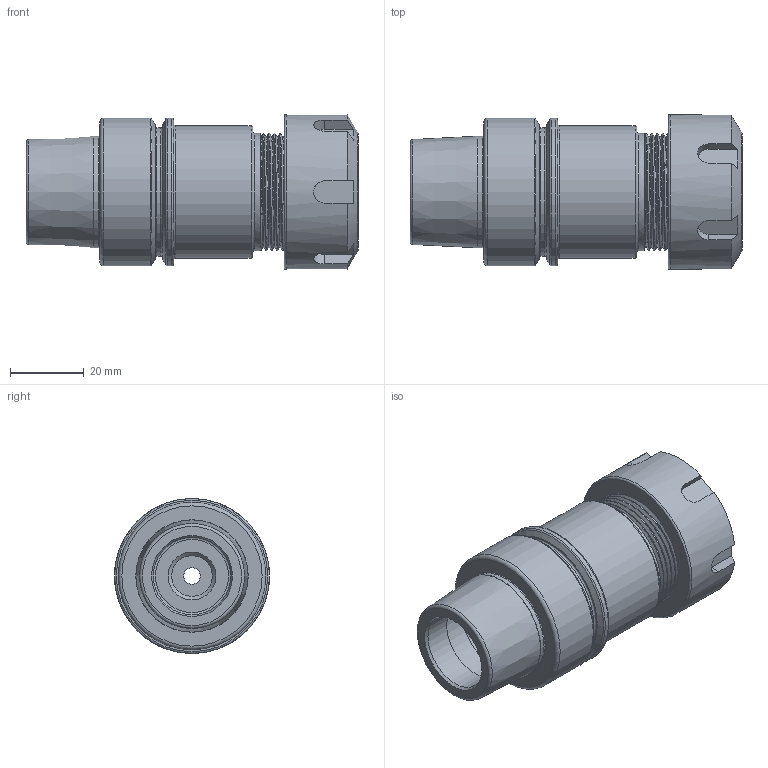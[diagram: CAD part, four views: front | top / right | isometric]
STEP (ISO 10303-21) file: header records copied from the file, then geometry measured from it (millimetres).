
FILE_DESCRIPTION(/* description */ (''),/* implementation_level */ '2;1');
FILE_NAME(/* name */ 'HSK040E-ER25-070.step',/* time_stamp */ '2022-01-18T14:25:08-06:00',/* author */ (''),/* organization */ (''),/* preprocessor_version */ 'ST-DEVELOPER v18.1',/* originating_system */ 'Autodesk Translation Framework v10.10.0.1391',/* authorisation */ '');
FILE_SCHEMA (('AUTOMOTIVE_DESIGN { 1 0 10303 214 3 1 1 }'));
Length unit declared in the file: millimetre
Products named in the file (2): HSK040E-ER25-070; NUT ERN25
Assembly tree (1 placements, depth 2):
  HSK040E-ER25-070
    NUT ERN25
Bounding box: 90 x 42 x 42 mm (x, y, z)
Volume: 59701.1 mm3; surface area: 23699.8 mm2
Topology: 2 solids, 2 shells, 116 faces, 287 edges, 188 vertices
Faces by surface type: cylinder 45, plane 37, torus 19, cone 13, bspline 2
Full cylindrical faces by diameter (mm): 4.5 x1, 11 x1, 13 x1, 18 x1, 20.515 x1, 21 x2, 23.5 x1, 25.5 x1, 28.5 x1, 30.132 x8, 30.208 x1, 30.5 x1, 31.85 x10, 33.72 x1, 34.8 x1, 36 x1, 40 x2, 42 x1
Entity records: 6085 total; most frequent: CARTESIAN_POINT 3322, ORIENTED_EDGE 574, DIRECTION 567, EDGE_CURVE 287, AXIS2_PLACEMENT_3D 240, VERTEX_POINT 188, EDGE_LOOP 133, CIRCLE 123
